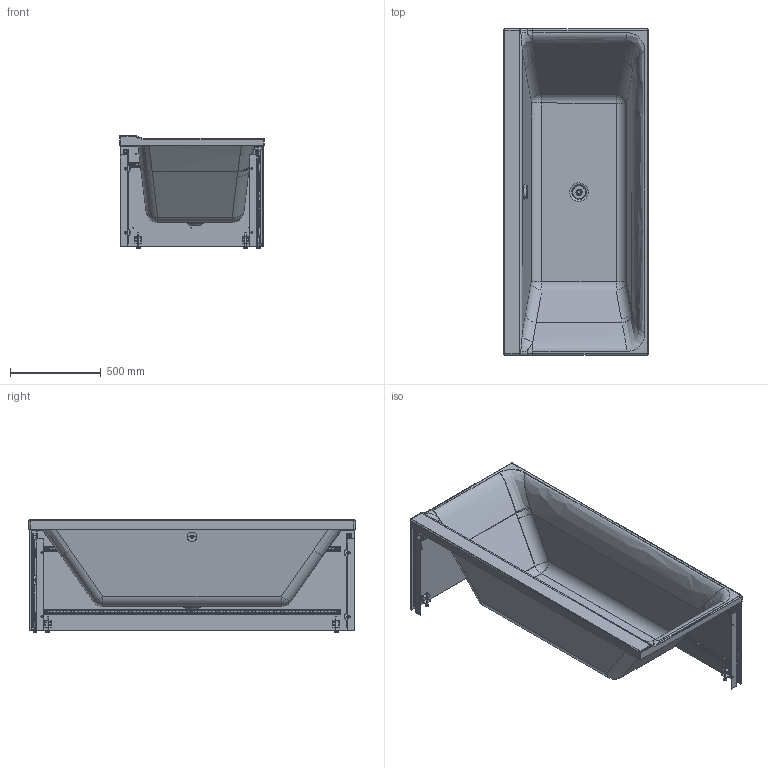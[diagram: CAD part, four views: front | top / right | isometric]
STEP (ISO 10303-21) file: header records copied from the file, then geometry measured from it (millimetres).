
FILE_DESCRIPTION((''),'2;1');
FILE_NAME('700377_1.stp','2015-06-19T20:08:06',('Administrator'),(''),'Autodesk Inventor 2011','Autodesk Inventor 2011','');
FILE_SCHEMA(('CONFIG_CONTROL_DESIGN'));
Length unit declared in the file: millimetre
Products named in the file (60): 700377_1; 700377; 8788_80; Verbindungsprofil 1; Verschlu_st_ck; Verbindungsprofil 2; Verbindungsprofil 1_1; Verschlu_st_ck_1; Verbindungsprofil 2_1; Verbindungsprofil 1_2; Verschlu_st_ck_2; Verbindungsprofil 2_2; Sechskantstange; Schiene; Schiene_1; Schiene_2; Schiene_3; Schiene_4; Doppelwinkel M8 ; Abdeckkappe; Stellfu_; _70; Doppelwinkel M8 _1; Abdeckkappe_1; Stellfu__1; _70_1; Doppelwinkel M8 _2; Abdeckkappe_2; Stellfu__2; _70_2; Doppelwinkel M8 _3; Abdeckkappe_3; Stellfu__3; _70_3; sechskantmutter ISO 4032 M8; sechskantmutter ISO 4032 M8_1; sechskantmutter ISO 4032 M8_2; sechskantmutter ISO 4032 M8_3; sechskantmutter ISO 4032 M8_4; sechskantmutter ISO 4032 M8_5 ...
Assembly tree (59 placements, depth 3):
  700377_1
    700377
    8788_80
      Verbindungsprofil 1
      Verschlu_st_ck
      Verbindungsprofil 2
      Verbindungsprofil 1_1
      Verschlu_st_ck_1
      Verbindungsprofil 2_1
      Verbindungsprofil 1_2
      Verschlu_st_ck_2
      Verbindungsprofil 2_2
      Sechskantstange
      Schiene
      Schiene_1
      Schiene_2
      Schiene_3
      Schiene_4
      Doppelwinkel M8 
      Abdeckkappe
      Stellfu_
      _70
      Doppelwinkel M8 _1
      Abdeckkappe_1
      Stellfu__1
      _70_1
      Doppelwinkel M8 _2
      Abdeckkappe_2
      Stellfu__2
      _70_2
      Doppelwinkel M8 _3
      Abdeckkappe_3
      Stellfu__3
      _70_3
      sechskantmutter ISO 4032 M8
      sechskantmutter ISO 4032 M8_1
      sechskantmutter ISO 4032 M8_2
      sechskantmutter ISO 4032 M8_3
      sechskantmutter ISO 4032 M8_4
      sechskantmutter ISO 4032 M8_5
      sechskantschraube ISO 4017A M8_35
      sechskantschraube ISO 4017A M8_35_1
      L_Winkel
      Haftmagnet
      Haftmagnet_1
      sechskantmutter ISO 4032 M8_6
      sechskantmutter ISO 4032 M8_7
      sechskantmutter ISO 4032 M8_8
      sechskantmutter ISO 4032 M8_9
      sechskantmutter ISO 4032 M8_10
      sechskantmutter ISO 4032 M8_11
      sechskantschraube ISO 4017A M8_35_2
      sechskantschraube ISO 4017A M8_35_3
      L_Winkel_1
      Haftmagnet_2
      Haftmagnet_3
      Querseite
      L_ngsseite
    Stopfen
    Verschluss_Ueberlauf
Bounding box: 800.27 x 1800.12 x 623.42 mm (x, y, z)
Volume: 26333837.9 mm3; surface area: 9691404.2 mm2
Topology: 58 solids, 58 shells, 2886 faces, 6840 edges, 4110 vertices
Faces by surface type: cylinder 1123, plane 1040, sphere 259, torus 188, cone 180, bspline 96
Full cylindrical faces by diameter (mm): 3.5 x52, 4.5 x34, 5 x16, 6.75 x12, 7 x4, 8 x12, 8.5 x4, 9 x12, 9.2 x1, 13 x1, 14.5 x1, 20 x6, 20.5 x4, 22 x4, 24 x1, 29.2 x1, 32 x2, 50 x4, 52 x1, 72 x1
Entity records: 130218 total; most frequent: CARTESIAN_POINT 59924, DIRECTION 14391, ORIENTED_EDGE 12912, EDGE_CURVE 6456, AXIS2_PLACEMENT_3D 5607, VERTEX_POINT 3995, EDGE_LOOP 3595, VECTOR 3177
